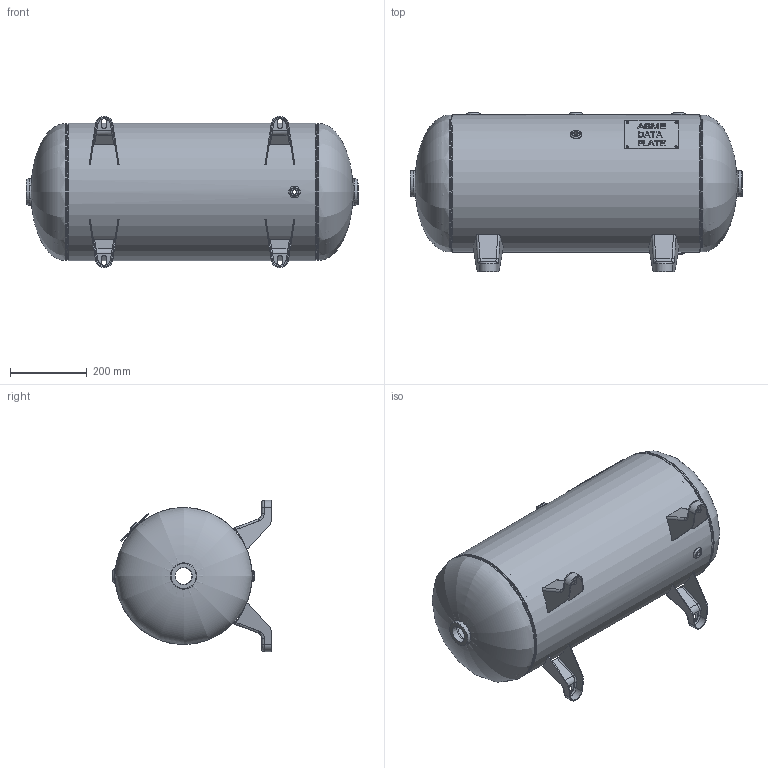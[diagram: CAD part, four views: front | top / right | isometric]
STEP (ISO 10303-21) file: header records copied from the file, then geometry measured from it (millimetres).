
FILE_DESCRIPTION(/* description */ ('14 X 33 200# HORZ ASME STOCK 20 GAL WITH FEET'),/* implementation_level */ '2;1');
FILE_NAME(/* name */ 'SPVG_A10025.stp',/* time_stamp */ '2018-11-06T09:36:19-06:00',/* author */ ('kim.thoune'),/* organization */ (''),/* preprocessor_version */ 'ST-DEVELOPER v16.5',/* originating_system */ 'Autodesk Inventor 2017',/* authorisation */ '');
FILE_SCHEMA (('AUTOMOTIVE_DESIGN { 1 0 10303 214 3 1 1 }'));
Length unit declared in the file: inch
Products named in the file (12): A10025; A10025-1; A10025-2; 911-027; A10025-3; 911-027_1; F101500; 60-140; 64-053; S101453S; F100250; F100500
Assembly tree (18 placements, depth 3):
  A10025
    A10025-1
    A10025-2
      911-027
    A10025-3
      911-027_1
    F101500  x2
    F100250  x2
    F100500  x3
    60-140
      64-053
    S101453S  x4
Bounding box: 863.6 x 414.92 x 393.54 mm (x, y, z)
Volume: 3202332 mm3; surface area: 2259268.2 mm2
Topology: 15 solids, 15 shells, 441 faces, 1089 edges, 695 vertices
Faces by surface type: plane 223, cylinder 109, bspline 54, torus 44, cone 11
Full cylindrical faces by diameter (mm): 6.35 x4, 11.455 x2, 18.644 x3, 26.987 x5, 31.75 x3, 43.256 x2, 55.562 x2, 57.15 x2, 345.999 x2, 350.774 x2, 350.825 x3, 355.6 x2, 356.972 x1
Entity records: 10106 total; most frequent: CARTESIAN_POINT 3248, ORIENTED_EDGE 1318, DIRECTION 1238, EDGE_CURVE 659, LINE 458, VECTOR 458, VERTEX_POINT 456, AXIS2_PLACEMENT_3D 390
